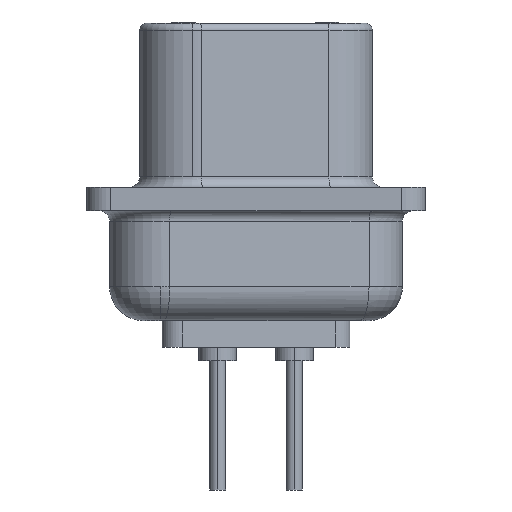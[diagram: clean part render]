
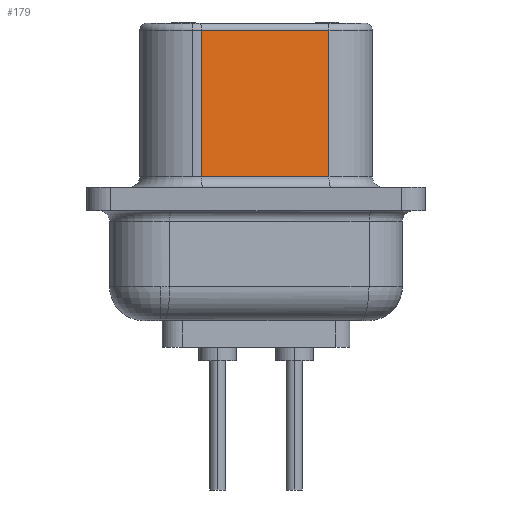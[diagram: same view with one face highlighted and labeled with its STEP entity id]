
A CAD part, left-side view. The second image highlights one B-rep face of the part: STEP entity #179.
In plain terms, the highlighted planar face has unit normal (-0.985, -0.174, 0).
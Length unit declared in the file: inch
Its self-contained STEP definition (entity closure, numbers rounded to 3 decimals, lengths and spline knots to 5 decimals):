
#137 = EDGE_CURVE ( 'NONE', #198, #232, #7283, .T. ) ;
#150 = ORIENTED_EDGE ( 'NONE', *, *, #160, .T. ) ;
#157 = ORIENTED_EDGE ( 'NONE', *, *, #6350, .F. ) ;
#160 = EDGE_CURVE ( 'NONE', #232, #6346, #7300, .T. ) ;
#179 = ADVANCED_FACE ( 'NONE', ( #7387 ), #7328, .F. ) ;
#180 = EDGE_LOOP ( 'NONE', ( #188, #150, #157, #9528 ) ) ;
#188 = ORIENTED_EDGE ( 'NONE', *, *, #137, .T. ) ;
#198 = VERTEX_POINT ( 'NONE', #7409 ) ;
#232 = VERTEX_POINT ( 'NONE', #7467 ) ;
#2023 = DIRECTION ( 'NONE',  ( 0., 0., -1. ) ) ;
#2024 = VECTOR ( 'NONE', #2023, 39.37008 ) ;
#2025 = CARTESIAN_POINT ( 'NONE',  ( 0.30373, 0.14112, 0.24 ) ) ;
#2030 = LINE ( 'NONE', #2025, #2024 ) ;
#2033 = CARTESIAN_POINT ( 'NONE',  ( 0.30373, 0.14112, 0.015 ) ) ;
#2034 = CARTESIAN_POINT ( 'NONE',  ( 0.30373, 0.14112, 0.23 ) ) ;
#5586 = CARTESIAN_POINT ( 'NONE',  ( 0.30373, 0.14112, 0.23 ) ) ;
#5587 = LINE ( 'NONE', #5586, #5643 ) ;
#5642 = DIRECTION ( 'NONE',  ( -0.174, 0.985, 0. ) ) ;
#5643 = VECTOR ( 'NONE', #5642, 39.37008 ) ;
#6343 = VERTEX_POINT ( 'NONE', #2034 ) ;
#6346 = VERTEX_POINT ( 'NONE', #2033 ) ;
#6350 = EDGE_CURVE ( 'NONE', #6343, #6346, #2030, .T. ) ;
#7280 = DIRECTION ( 'NONE',  ( 0., 0., -1. ) ) ;
#7281 = VECTOR ( 'NONE', #7280, 39.37008 ) ;
#7282 = CARTESIAN_POINT ( 'NONE',  ( 0.27073, 0.32812, 0.24 ) ) ;
#7283 = LINE ( 'NONE', #7282, #7281 ) ;
#7297 = DIRECTION ( 'NONE',  ( 0.174, -0.985, 0. ) ) ;
#7298 = VECTOR ( 'NONE', #7297, 39.37008 ) ;
#7299 = CARTESIAN_POINT ( 'NONE',  ( 0.30373, 0.14112, 0.015 ) ) ;
#7300 = LINE ( 'NONE', #7299, #7298 ) ;
#7328 = PLANE ( 'NONE',  #7386 ) ;
#7383 = DIRECTION ( 'NONE',  ( -0.174, 0.985, 0. ) ) ;
#7384 = DIRECTION ( 'NONE',  ( 0.985, 0.174, 0. ) ) ;
#7385 = CARTESIAN_POINT ( 'NONE',  ( 0.30373, 0.14112, 0.24 ) ) ;
#7386 = AXIS2_PLACEMENT_3D ( 'NONE', #7385, #7384, #7383 ) ;
#7387 = FACE_OUTER_BOUND ( 'NONE', #180, .T. ) ;
#7409 = CARTESIAN_POINT ( 'NONE',  ( 0.27073, 0.32812, 0.23 ) ) ;
#7467 = CARTESIAN_POINT ( 'NONE',  ( 0.27073, 0.32812, 0.015 ) ) ;
#9528 = ORIENTED_EDGE ( 'NONE', *, *, #9529, .T. ) ;
#9529 = EDGE_CURVE ( 'NONE', #6343, #198, #5587, .T. ) ;
